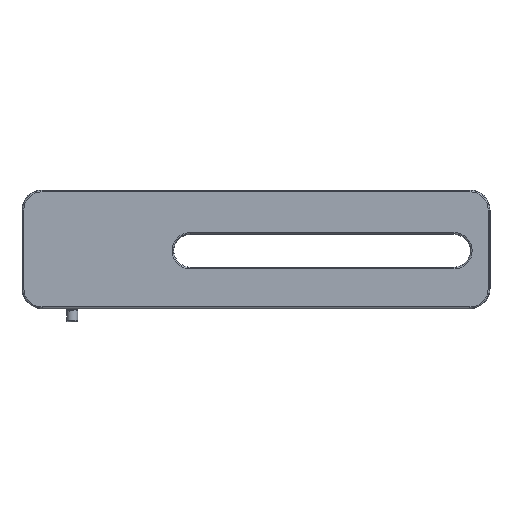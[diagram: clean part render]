
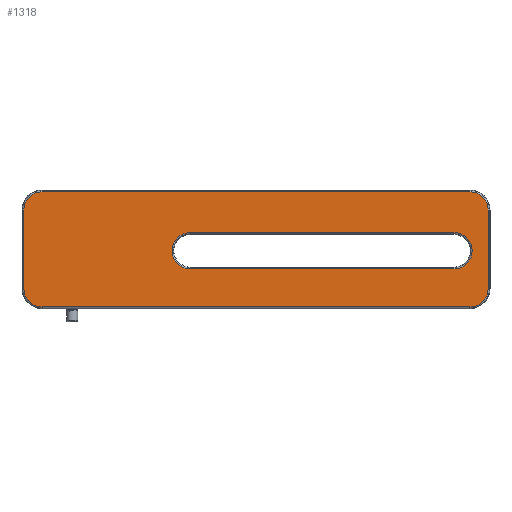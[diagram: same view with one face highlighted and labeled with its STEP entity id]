
A CAD part, top view. The second image highlights one B-rep face of the part: STEP entity #1318.
In plain terms, the highlighted planar face has unit normal (0, 0, 1).
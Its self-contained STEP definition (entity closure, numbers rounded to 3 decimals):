
#169=CARTESIAN_POINT('',(735.,-135.,0.));
#170=DIRECTION('',(0.,0.,1.));
#171=DIRECTION('',(0.,-1.,0.));
#172=AXIS2_PLACEMENT_3D('',#169,#170,#171);
#177=DIRECTION('',(1.,0.,0.));
#178=VECTOR('',#177,1470.);
#179=CARTESIAN_POINT('',(-735.,-197.549,0.));
#180=LINE('',#179,#178);
#184=CARTESIAN_POINT('',(-735.,-135.,0.));
#185=DIRECTION('',(0.,0.,1.));
#186=DIRECTION('',(-1.,0.,0.));
#187=AXIS2_PLACEMENT_3D('',#184,#185,#186);
#192=DIRECTION('',(0.,-1.,0.));
#193=VECTOR('',#192,270.);
#194=CARTESIAN_POINT('',(-797.549,135.,0.));
#195=LINE('',#194,#193);
#199=CARTESIAN_POINT('',(-735.,135.,0.));
#200=DIRECTION('',(0.,0.,1.));
#201=DIRECTION('',(0.,1.,0.));
#202=AXIS2_PLACEMENT_3D('',#199,#200,#201);
#207=DIRECTION('',(-1.,0.,0.));
#208=VECTOR('',#207,1470.);
#209=CARTESIAN_POINT('',(735.,197.549,0.));
#210=LINE('',#209,#208);
#214=CARTESIAN_POINT('',(735.,135.,0.));
#215=DIRECTION('',(0.,0.,1.));
#216=DIRECTION('',(1.,0.,0.));
#217=AXIS2_PLACEMENT_3D('',#214,#215,#216);
#222=DIRECTION('',(0.,1.,0.));
#223=VECTOR('',#222,270.);
#224=CARTESIAN_POINT('',(797.549,-135.,0.));
#225=LINE('',#224,#223);
#229=DIRECTION('',(1.,0.,0.));
#230=VECTOR('',#229,906.);
#231=CARTESIAN_POINT('',(-226.,57.451,0.));
#232=LINE('',#231,#230);
#236=CARTESIAN_POINT('',(-226.,-5.,0.));
#237=DIRECTION('',(0.,0.,-1.));
#238=DIRECTION('',(0.,-1.,0.));
#239=AXIS2_PLACEMENT_3D('',#236,#237,#238);
#244=DIRECTION('',(-1.,0.,0.));
#245=VECTOR('',#244,906.);
#246=CARTESIAN_POINT('',(680.,-67.451,0.));
#247=LINE('',#246,#245);
#251=CARTESIAN_POINT('',(680.,-5.,0.));
#252=DIRECTION('',(0.,0.,-1.));
#253=DIRECTION('',(0.,1.,0.));
#254=AXIS2_PLACEMENT_3D('',#251,#252,#253);
#1149=CARTESIAN_POINT('',(735.,-197.549,0.));
#1150=CARTESIAN_POINT('',(797.549,-135.,0.));
#1151=VERTEX_POINT('',#1149);
#1152=VERTEX_POINT('',#1150);
#1157=CARTESIAN_POINT('',(797.549,135.,0.));
#1158=VERTEX_POINT('',#1157);
#1161=CARTESIAN_POINT('',(735.,197.549,0.));
#1162=VERTEX_POINT('',#1161);
#1165=CARTESIAN_POINT('',(-735.,197.549,0.));
#1166=VERTEX_POINT('',#1165);
#1169=CARTESIAN_POINT('',(-797.549,135.,0.));
#1170=VERTEX_POINT('',#1169);
#1173=CARTESIAN_POINT('',(-797.549,-135.,0.));
#1174=VERTEX_POINT('',#1173);
#1177=CARTESIAN_POINT('',(-735.,-197.549,0.));
#1178=VERTEX_POINT('',#1177);
#1181=CARTESIAN_POINT('',(-226.,57.451,0.));
#1182=CARTESIAN_POINT('',(680.,57.451,0.));
#1183=VERTEX_POINT('',#1181);
#1184=VERTEX_POINT('',#1182);
#1189=CARTESIAN_POINT('',(680.,-67.451,0.));
#1190=VERTEX_POINT('',#1189);
#1193=CARTESIAN_POINT('',(-226.,-67.451,0.));
#1194=VERTEX_POINT('',#1193);
#1285=CARTESIAN_POINT('',(0.,0.,0.));
#1286=DIRECTION('',(0.,0.,1.));
#1287=DIRECTION('',(1.,0.,0.));
#1288=AXIS2_PLACEMENT_3D('',#1285,#1286,#1287);
#1289=PLANE('',#1288);
#1291=ORIENTED_EDGE('',*,*,#1290,.F.);
#1293=ORIENTED_EDGE('',*,*,#1292,.F.);
#1295=ORIENTED_EDGE('',*,*,#1294,.F.);
#1297=ORIENTED_EDGE('',*,*,#1296,.F.);
#1299=ORIENTED_EDGE('',*,*,#1298,.F.);
#1301=ORIENTED_EDGE('',*,*,#1300,.F.);
#1303=ORIENTED_EDGE('',*,*,#1302,.F.);
#1305=ORIENTED_EDGE('',*,*,#1304,.F.);
#1306=EDGE_LOOP('',(#1291,#1293,#1295,#1297,#1299,#1301,#1303,#1305));
#1307=FACE_OUTER_BOUND('',#1306,.F.);
#1309=ORIENTED_EDGE('',*,*,#1308,.F.);
#1311=ORIENTED_EDGE('',*,*,#1310,.F.);
#1313=ORIENTED_EDGE('',*,*,#1312,.F.);
#1315=ORIENTED_EDGE('',*,*,#1314,.F.);
#1316=EDGE_LOOP('',(#1309,#1311,#1313,#1315));
#1317=FACE_BOUND('',#1316,.F.);
#173=CIRCLE('',#172,62.549);
#188=CIRCLE('',#187,62.549);
#203=CIRCLE('',#202,62.549);
#218=CIRCLE('',#217,62.549);
#240=CIRCLE('',#239,62.451);
#255=CIRCLE('',#254,62.451);
#1290=EDGE_CURVE('',#1151,#1152,#173,.T.);
#1292=EDGE_CURVE('',#1178,#1151,#180,.T.);
#1294=EDGE_CURVE('',#1174,#1178,#188,.T.);
#1296=EDGE_CURVE('',#1170,#1174,#195,.T.);
#1298=EDGE_CURVE('',#1166,#1170,#203,.T.);
#1300=EDGE_CURVE('',#1162,#1166,#210,.T.);
#1302=EDGE_CURVE('',#1158,#1162,#218,.T.);
#1304=EDGE_CURVE('',#1152,#1158,#225,.T.);
#1308=EDGE_CURVE('',#1183,#1184,#232,.T.);
#1310=EDGE_CURVE('',#1194,#1183,#240,.T.);
#1312=EDGE_CURVE('',#1190,#1194,#247,.T.);
#1314=EDGE_CURVE('',#1184,#1190,#255,.T.);
#1318=ADVANCED_FACE('',(#1307,#1317),#1289,.T.);
